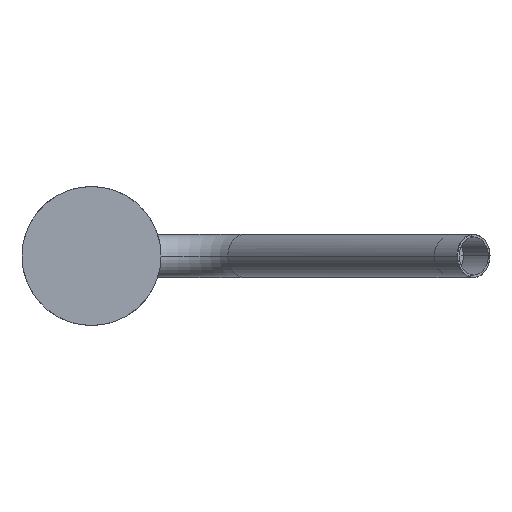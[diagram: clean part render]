
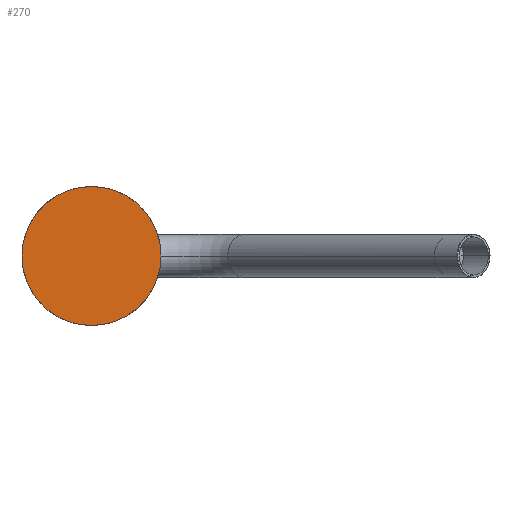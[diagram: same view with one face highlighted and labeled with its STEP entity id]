
A CAD part, front view. The second image highlights one B-rep face of the part: STEP entity #270.
In plain terms, the highlighted planar face has unit normal (0, -1, 0).
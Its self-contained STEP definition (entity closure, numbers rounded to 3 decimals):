
#1=CARTESIAN_POINT('',(0.,0.,0.));
#2=DIRECTION('',(0.,1.,0.));
#3=DIRECTION('',(1.,0.,0.));
#4=AXIS2_PLACEMENT_3D('',#1,#2,#3);
#6=CARTESIAN_POINT('',(0.,0.,0.));
#7=DIRECTION('',(0.,1.,0.));
#8=DIRECTION('',(-1.,0.,0.));
#9=AXIS2_PLACEMENT_3D('',#6,#7,#8);
#203=CARTESIAN_POINT('',(40.,0.,0.));
#204=CARTESIAN_POINT('',(-40.,0.,0.));
#205=VERTEX_POINT('',#203);
#206=VERTEX_POINT('',#204);
#259=CARTESIAN_POINT('',(0.,0.,0.));
#260=DIRECTION('',(0.,1.,0.));
#261=DIRECTION('',(1.,0.,0.));
#262=AXIS2_PLACEMENT_3D('',#259,#260,#261);
#263=PLANE('',#262);
#265=ORIENTED_EDGE('',*,*,#264,.T.);
#267=ORIENTED_EDGE('',*,*,#266,.T.);
#268=EDGE_LOOP('',(#265,#267));
#269=FACE_OUTER_BOUND('',#268,.F.);
#270=ADVANCED_FACE('',(#269),#263,.F.);
#5=CIRCLE('',#4,40.);
#10=CIRCLE('',#9,40.);
#264=EDGE_CURVE('',#205,#206,#5,.T.);
#266=EDGE_CURVE('',#206,#205,#10,.T.);
